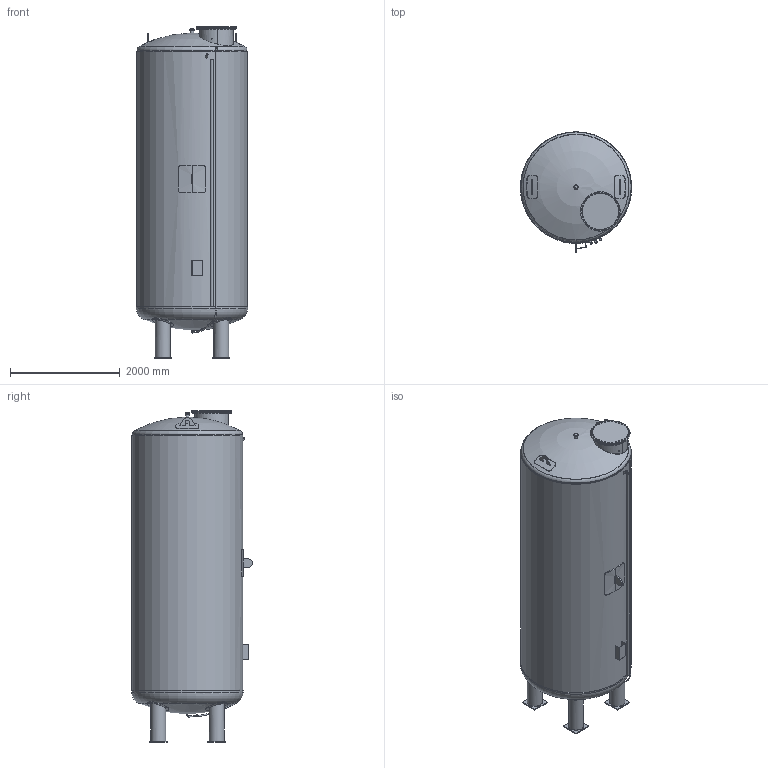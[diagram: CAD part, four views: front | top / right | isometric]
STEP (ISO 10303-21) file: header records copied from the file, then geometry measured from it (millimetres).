
FILE_DESCRIPTION((''),'2;1');
FILE_NAME('Z-38_12-260_Behälter_ø2000_016m³_Dichte=1,0.stp','2014-02-18T15:41:03',('yh'),(''),'Autodesk Inventor 2012','Autodesk Inventor 2012','');
FILE_SCHEMA(('AUTOMOTIVE_DESIGN { 1 0 10303 214 1 1 1 1 }'));
Length unit declared in the file: millimetre
Products named in the file (1): Z-38_12-260_Behälter_ø2000_016m³_Dichte=1,0
Bounding box: 2026 x 2193 x 6039.18 mm (x, y, z)
Volume: 15876822677.8 mm3; surface area: 53001789.5 mm2
Topology: 9 solids, 13 shells, 1171 faces, 2703 edges, 1710 vertices
Faces by surface type: plane 693, cone 294, cylinder 150, sphere 18, torus 16
Full cylindrical faces by diameter (mm): 14 x1, 16 x64, 21.3 x3, 22.5 x32, 33.7 x1, 39.5 x1, 48.3 x1, 60.3 x2, 66.3 x1, 82.3 x1, 257 x4, 273 x4, 400 x4, 598 x1, 610 x2, 660 x1, 720 x2, 1988 x1, 2000 x1, 2016 x1, 2026 x1
Entity records: 33316 total; most frequent: CARTESIAN_POINT 8701, ORIENTED_EDGE 4830, DIRECTION 4526, EDGE_CURVE 2415, AXIS2_PLACEMENT_3D 1804, VERTEX_POINT 1653, EDGE_LOOP 1634, FACE_OUTER_BOUND 1171
